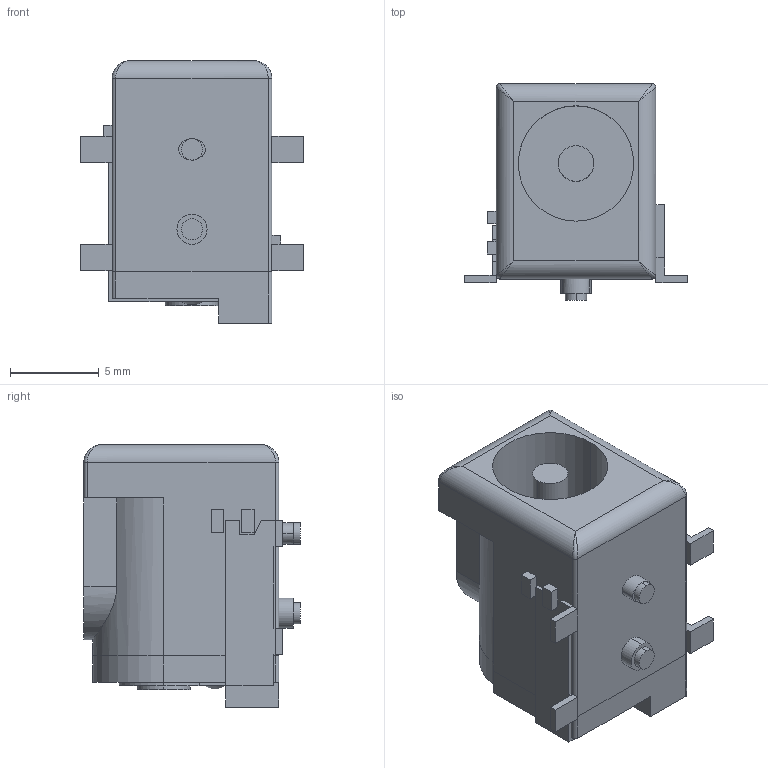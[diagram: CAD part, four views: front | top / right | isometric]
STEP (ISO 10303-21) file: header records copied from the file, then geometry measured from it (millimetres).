
FILE_DESCRIPTION (( 'STEP AP214' ), '1' );
FILE_NAME ('PJ-002AH-SMT-TR.STEP', '2023-03-31T09:05:27', ( '' ), ( '' ), 'SwSTEP 2.0', 'SolidWorks 2013', '' );
FILE_SCHEMA (( 'AUTOMOTIVE_DESIGN' ));
Length unit declared in the file: inch
Products named in the file (1): PJ-002AH-SMT-TR
Bounding box: 12.6 x 12.2 x 14.8 mm (x, y, z)
Volume: 1231.1 mm3; surface area: 1316.4 mm2
Topology: 7 solids, 7 shells, 125 faces, 298 edges, 190 vertices
Faces by surface type: plane 90, cylinder 28, bspline 7
Entity records: 5543 total; most frequent: CARTESIAN_POINT 958, ORIENTED_EDGE 588, DIRECTION 563, EDGE_CURVE 294, LINE 229, VECTOR 229, VERTEX_POINT 190, AXIS2_PLACEMENT_3D 167
